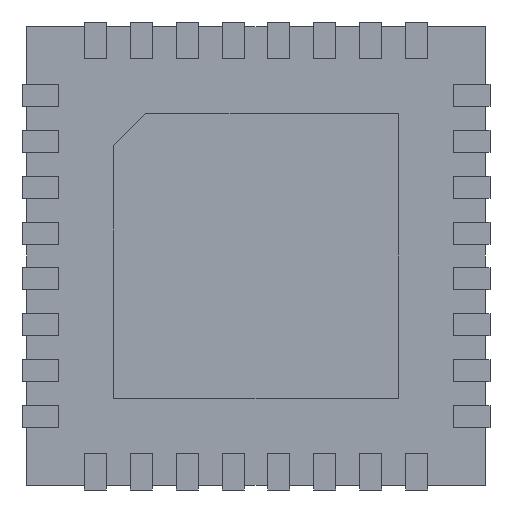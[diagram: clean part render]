
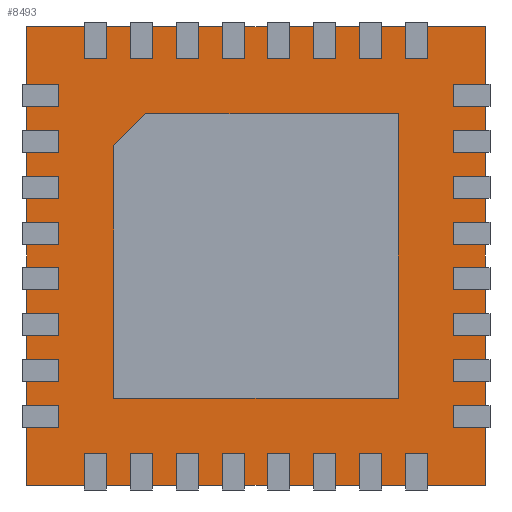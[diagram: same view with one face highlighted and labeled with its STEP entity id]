
A CAD part, front view. The second image highlights one B-rep face of the part: STEP entity #8493.
In plain terms, the highlighted planar face has unit normal (0, -1, 0).
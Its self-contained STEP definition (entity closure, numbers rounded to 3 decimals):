
#8294 = CARTESIAN_POINT ( 'NONE',  ( -2.5, 0.05, -2.5 ) ) ;
#8295 = VERTEX_POINT ( 'NONE', #8294 ) ;
#8296 = CARTESIAN_POINT ( 'NONE',  ( -2.5, 0.05, 2.5 ) ) ;
#8297 = VERTEX_POINT ( 'NONE', #8296 ) ;
#8298 = CARTESIAN_POINT ( 'NONE',  ( -2.5, 0.05, 2.5 ) ) ;
#8299 = DIRECTION ( 'NONE',  ( 0., 0., 1. ) ) ;
#8300 = VECTOR ( 'NONE', #8299, 1000. ) ;
#8301 = LINE ( 'NONE', #8298, #8300 ) ;
#8302 = EDGE_CURVE ( 'NONE', #8295, #8297, #8301, .T. ) ;
#8334 = CARTESIAN_POINT ( 'NONE',  ( 2.5, 0.05, 2.5 ) ) ;
#8335 = VERTEX_POINT ( 'NONE', #8334 ) ;
#8336 = CARTESIAN_POINT ( 'NONE',  ( 2.5, 0.05, 2.5 ) ) ;
#8337 = DIRECTION ( 'NONE',  ( 1., 0., 0. ) ) ;
#8338 = VECTOR ( 'NONE', #8337, 1000. ) ;
#8339 = LINE ( 'NONE', #8336, #8338 ) ;
#8340 = EDGE_CURVE ( 'NONE', #8297, #8335, #8339, .T. ) ;
#8365 = CARTESIAN_POINT ( 'NONE',  ( 2.5, 0.05, -2.5 ) ) ;
#8366 = VERTEX_POINT ( 'NONE', #8365 ) ;
#8367 = CARTESIAN_POINT ( 'NONE',  ( 2.5, 0.05, 2.5 ) ) ;
#8368 = DIRECTION ( 'NONE',  ( 0., 0., -1. ) ) ;
#8369 = VECTOR ( 'NONE', #8368, 1000. ) ;
#8370 = LINE ( 'NONE', #8367, #8369 ) ;
#8371 = EDGE_CURVE ( 'NONE', #8335, #8366, #8370, .T. ) ;
#8396 = CARTESIAN_POINT ( 'NONE',  ( 2.5, 0.05, -2.5 ) ) ;
#8397 = DIRECTION ( 'NONE',  ( -1., 0., 0. ) ) ;
#8398 = VECTOR ( 'NONE', #8397, 1000. ) ;
#8399 = LINE ( 'NONE', #8396, #8398 ) ;
#8400 = EDGE_CURVE ( 'NONE', #8366, #8295, #8399, .T. ) ;
#8440 = CARTESIAN_POINT ( 'NONE',  ( 1.55, 0.05, -1.55 ) ) ;
#8441 = VERTEX_POINT ( 'NONE', #8440 ) ;
#8442 = CARTESIAN_POINT ( 'NONE',  ( 1.55, 0.05, 1.55 ) ) ;
#8443 = VERTEX_POINT ( 'NONE', #8442 ) ;
#8444 = CARTESIAN_POINT ( 'NONE',  ( 1.55, 0.05, -1.55 ) ) ;
#8445 = DIRECTION ( 'NONE',  ( 0., 0., 1. ) ) ;
#8446 = VECTOR ( 'NONE', #8445, 1000. ) ;
#8447 = LINE ( 'NONE', #8444, #8446 ) ;
#8448 = EDGE_CURVE ( 'NONE', #8441, #8443, #8447, .T. ) ;
#8449 = ORIENTED_EDGE ( 'NONE', *, *, #8448, .F. ) ;
#8450 = CARTESIAN_POINT ( 'NONE',  ( -1.55, 0.05, -1.55 ) ) ;
#8451 = VERTEX_POINT ( 'NONE', #8450 ) ;
#8452 = CARTESIAN_POINT ( 'NONE',  ( -1.55, 0.05, -1.55 ) ) ;
#8453 = DIRECTION ( 'NONE',  ( 1., 0., 0. ) ) ;
#8454 = VECTOR ( 'NONE', #8453, 1000. ) ;
#8455 = LINE ( 'NONE', #8452, #8454 ) ;
#8456 = EDGE_CURVE ( 'NONE', #8451, #8441, #8455, .T. ) ;
#8457 = ORIENTED_EDGE ( 'NONE', *, *, #8456, .F. ) ;
#8458 = CARTESIAN_POINT ( 'NONE',  ( -1.55, 0.05, 1.2 ) ) ;
#8459 = VERTEX_POINT ( 'NONE', #8458 ) ;
#8460 = CARTESIAN_POINT ( 'NONE',  ( -1.55, 0.05, -1.55 ) ) ;
#8461 = DIRECTION ( 'NONE',  ( 0., 0., -1. ) ) ;
#8462 = VECTOR ( 'NONE', #8461, 1000. ) ;
#8463 = LINE ( 'NONE', #8460, #8462 ) ;
#8464 = EDGE_CURVE ( 'NONE', #8459, #8451, #8463, .T. ) ;
#8465 = ORIENTED_EDGE ( 'NONE', *, *, #8464, .F. ) ;
#8466 = CARTESIAN_POINT ( 'NONE',  ( -1.2, 0.05, 1.55 ) ) ;
#8467 = VERTEX_POINT ( 'NONE', #8466 ) ;
#8468 = CARTESIAN_POINT ( 'NONE',  ( -1.55, 0.05, 1.2 ) ) ;
#8469 = DIRECTION ( 'NONE',  ( 0.707, 0., 0.707 ) ) ;
#8470 = VECTOR ( 'NONE', #8469, 1000. ) ;
#8471 = LINE ( 'NONE', #8468, #8470 ) ;
#8472 = EDGE_CURVE ( 'NONE', #8459, #8467, #8471, .T. ) ;
#8473 = ORIENTED_EDGE ( 'NONE', *, *, #8472, .T. ) ;
#8474 = CARTESIAN_POINT ( 'NONE',  ( -1.55, 0.05, 1.55 ) ) ;
#8475 = DIRECTION ( 'NONE',  ( -1., 0., 0. ) ) ;
#8476 = VECTOR ( 'NONE', #8475, 1000. ) ;
#8477 = LINE ( 'NONE', #8474, #8476 ) ;
#8478 = EDGE_CURVE ( 'NONE', #8443, #8467, #8477, .T. ) ;
#8479 = ORIENTED_EDGE ( 'NONE', *, *, #8478, .F. ) ;
#8480 = EDGE_LOOP ( 'NONE', ( #8449, #8457, #8465, #8473, #8479 ) ) ;
#8481 = FACE_BOUND ( 'NONE', #8480, .T. ) ;
#8482 = ORIENTED_EDGE ( 'NONE', *, *, #8302, .F. ) ;
#8483 = ORIENTED_EDGE ( 'NONE', *, *, #8400, .F. ) ;
#8484 = ORIENTED_EDGE ( 'NONE', *, *, #8371, .F. ) ;
#8485 = ORIENTED_EDGE ( 'NONE', *, *, #8340, .F. ) ;
#8486 = EDGE_LOOP ( 'NONE', ( #8482, #8483, #8484, #8485 ) ) ;
#8487 = FACE_OUTER_BOUND ( 'NONE', #8486, .T. ) ;
#8488 = CARTESIAN_POINT ( 'NONE',  ( 0., 0.05, 0. ) ) ;
#8489 = DIRECTION ( 'NONE',  ( 0., 1., 0. ) ) ;
#8490 = DIRECTION ( 'NONE',  ( 0., 0., 1. ) ) ;
#8491 = AXIS2_PLACEMENT_3D ( 'NONE', #8488, #8489, #8490 ) ;
#8492 = PLANE ( 'NONE', #8491 ) ;
#8493 = ADVANCED_FACE ( 'NONE', ( #8481, #8487 ), #8492, .F. ) ;
